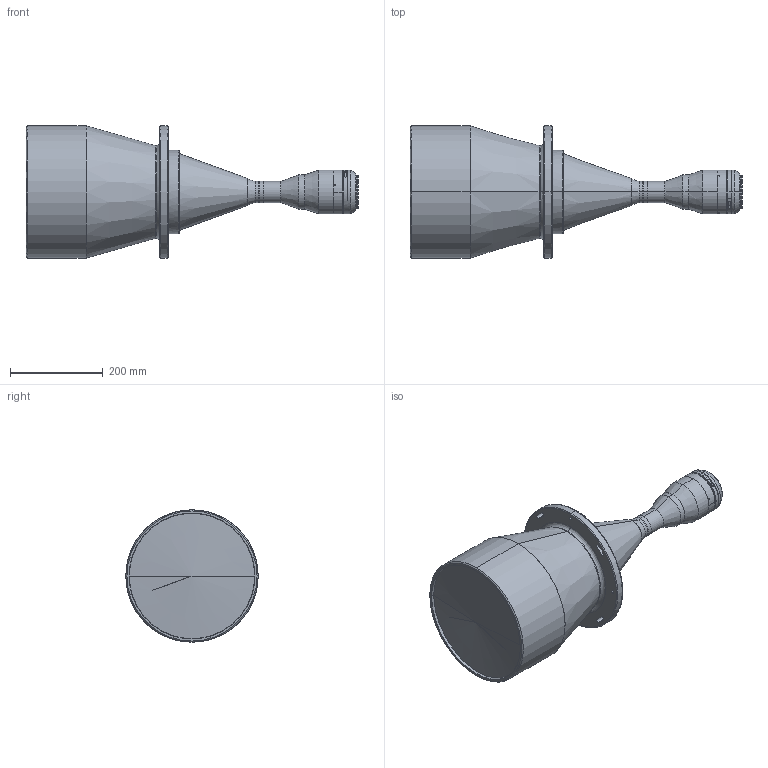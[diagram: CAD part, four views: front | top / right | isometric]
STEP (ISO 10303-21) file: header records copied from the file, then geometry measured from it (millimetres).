
FILE_DESCRIPTION (( 'STEP AP203' ), '1' );
FILE_NAME ('DTCM16K-240H-AL.STEP', '2019-11-18T03:26:11', ( 'Windows 蚚誧' ), ( '' ), 'SwSTEP 2.0', 'SolidWorks 2017', '' );
FILE_SCHEMA (( 'CONFIG_CONTROL_DESIGN' ));
Length unit declared in the file: millimetre
Products named in the file (1): DTCM16K-240H-AL
Bounding box: 717.51 x 286 x 286 mm (x, y, z)
Volume: 19758378.4 mm3; surface area: 535163.9 mm2
Topology: 5 solids, 5 shells, 170 faces, 406 edges, 254 vertices
Faces by surface type: cylinder 77, cone 54, plane 23, bspline 16
Entity records: 6352 total; most frequent: CARTESIAN_POINT 2377, DIRECTION 843, ORIENTED_EDGE 800, EDGE_CURVE 400, AXIS2_PLACEMENT_3D 358, VERTEX_POINT 254, CIRCLE 203, EDGE_LOOP 202
